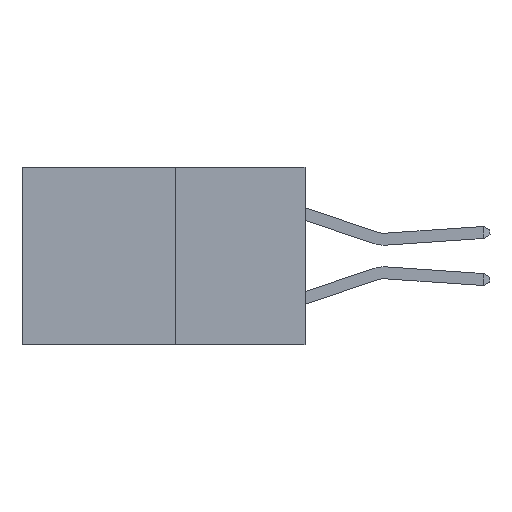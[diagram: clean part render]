
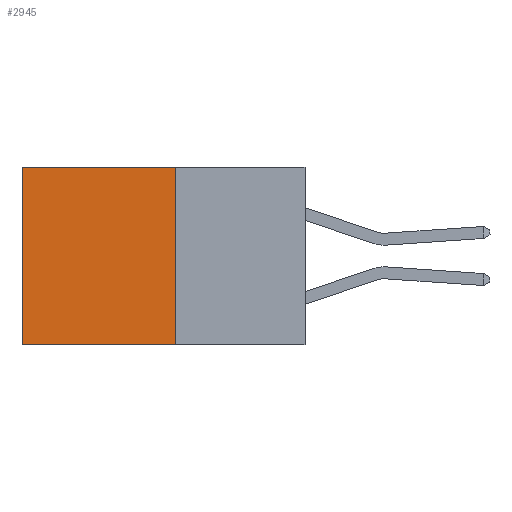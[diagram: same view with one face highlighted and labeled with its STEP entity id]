
A CAD part, left-side view. The second image highlights one B-rep face of the part: STEP entity #2945.
In plain terms, the highlighted planar face has unit normal (-1, 0, 0).
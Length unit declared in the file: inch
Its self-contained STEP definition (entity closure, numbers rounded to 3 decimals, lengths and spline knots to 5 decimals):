
#272 = CARTESIAN_POINT ( 'NONE',  ( 0.277, 0.27, -0.37 ) ) ;
#1389 = VECTOR ( 'NONE', #8631, 39.37008 ) ;
#1658 = EDGE_LOOP ( 'NONE', ( #7632, #6187, #6610, #7223 ) ) ;
#1792 = CARTESIAN_POINT ( 'NONE',  ( 0.277, 0.27, 0. ) ) ;
#1888 = VERTEX_POINT ( 'NONE', #7085 ) ;
#2161 = VERTEX_POINT ( 'NONE', #2191 ) ;
#2191 = CARTESIAN_POINT ( 'NONE',  ( 0.277, 0.59, -0.37 ) ) ;
#2327 = CARTESIAN_POINT ( 'NONE',  ( 0.277, 0.59, 0. ) ) ;
#2439 = VECTOR ( 'NONE', #3655, 39.37008 ) ;
#2534 = EDGE_CURVE ( 'NONE', #7874, #1888, #6517, .T. ) ;
#2945 = ADVANCED_FACE ( 'NONE', ( #5113 ), #3350, .F. ) ;
#3134 = LINE ( 'NONE', #272, #1389 ) ;
#3265 = DIRECTION ( 'NONE',  ( 0., 0., -1. ) ) ;
#3283 = DIRECTION ( 'NONE',  ( 1., 0., 0. ) ) ;
#3348 = CARTESIAN_POINT ( 'NONE',  ( 0.277, 0.27, -0.37 ) ) ;
#3350 = PLANE ( 'NONE',  #4800 ) ;
#3444 = VERTEX_POINT ( 'NONE', #2327 ) ;
#3655 = DIRECTION ( 'NONE',  ( 0., 0., -1. ) ) ;
#3947 = DIRECTION ( 'NONE',  ( 0., 1., 0. ) ) ;
#4800 = AXIS2_PLACEMENT_3D ( 'NONE', #3348, #3283, #3265 ) ;
#5113 = FACE_OUTER_BOUND ( 'NONE', #1658, .T. ) ;
#5261 = CARTESIAN_POINT ( 'NONE',  ( 0.277, 0.27, 0. ) ) ;
#5493 = EDGE_CURVE ( 'NONE', #3444, #2161, #7599, .T. ) ;
#6187 = ORIENTED_EDGE ( 'NONE', *, *, #7249, .F. ) ;
#6421 = EDGE_CURVE ( 'NONE', #7874, #3444, #8509, .T. ) ;
#6517 = LINE ( 'NONE', #8911, #8274 ) ;
#6610 = ORIENTED_EDGE ( 'NONE', *, *, #2534, .F. ) ;
#6769 = VECTOR ( 'NONE', #3947, 39.37008 ) ;
#7085 = CARTESIAN_POINT ( 'NONE',  ( 0.277, 0.27, -0.37 ) ) ;
#7223 = ORIENTED_EDGE ( 'NONE', *, *, #6421, .T. ) ;
#7249 = EDGE_CURVE ( 'NONE', #1888, #2161, #3134, .T. ) ;
#7599 = LINE ( 'NONE', #7681, #2439 ) ;
#7632 = ORIENTED_EDGE ( 'NONE', *, *, #5493, .T. ) ;
#7681 = CARTESIAN_POINT ( 'NONE',  ( 0.277, 0.59, -0.37 ) ) ;
#7874 = VERTEX_POINT ( 'NONE', #5261 ) ;
#8274 = VECTOR ( 'NONE', #8960, 39.37008 ) ;
#8509 = LINE ( 'NONE', #1792, #6769 ) ;
#8631 = DIRECTION ( 'NONE',  ( 0., 1., 0. ) ) ;
#8911 = CARTESIAN_POINT ( 'NONE',  ( 0.277, 0.27, -0.37 ) ) ;
#8960 = DIRECTION ( 'NONE',  ( 0., 0., -1. ) ) ;
